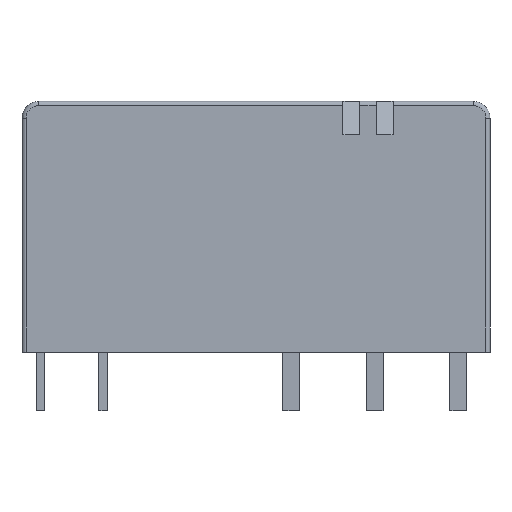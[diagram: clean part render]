
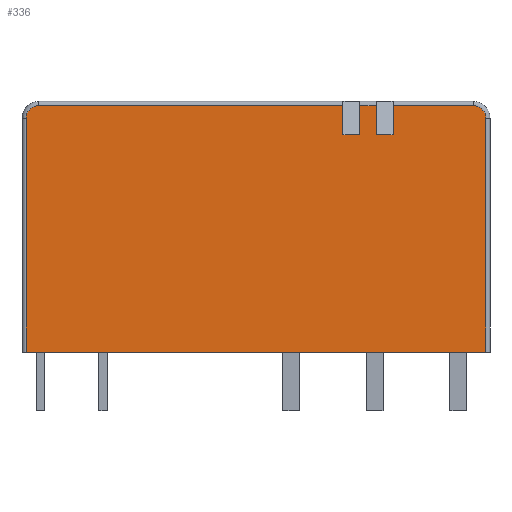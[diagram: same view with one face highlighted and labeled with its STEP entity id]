
A CAD part, front view. The second image highlights one B-rep face of the part: STEP entity #336.
In plain terms, the highlighted planar face has unit normal (0, -1, 0).
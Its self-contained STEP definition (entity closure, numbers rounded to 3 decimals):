
#13=DIRECTION('',(0.,0.,1.));
#27=VECTOR('',#28,1.);
#28=DIRECTION('',(1.,0.,0.));
#35=DIRECTION('',(0.,-1.,0.));
#41=VECTOR('',#42,1.);
#42=DIRECTION('',(-1.,0.,0.));
#47=DIRECTION('',(0.,1.,0.));
#65=VECTOR('',#66,1.);
#66=DIRECTION('',(0.,0.,-1.));
#141=VERTEX_POINT('',#142);
#142=CARTESIAN_POINT('',(-4.6,-3.7,0.));
#147=ORIENTED_EDGE('',*,*,#148,.F.);
#148=EDGE_CURVE('',#149,#141,#151,.T.);
#149=VERTEX_POINT('',#150);
#150=CARTESIAN_POINT('',(22.9,-3.7,0.));
#151=LINE('',#152,#41);
#152=CARTESIAN_POINT('',(23.15,-3.7,0.));
#296=VERTEX_POINT('',#297);
#297=CARTESIAN_POINT('',(22.9,-3.7,14.));
#304=ORIENTED_EDGE('',*,*,#305,.F.);
#305=EDGE_CURVE('',#296,#149,#306,.T.);
#306=LINE('',#297,#65);
#336=ADVANCED_FACE('',(#337),#406,.T.);
#337=FACE_BOUND('',#338,.T.);
#338=EDGE_LOOP('',(#147,#304,#339,#346,#351,#357,#362,#368,#373,#379,    #384,#390,#395,#403));
#339=ORIENTED_EDGE('',*,*,#340,.F.);
#340=EDGE_CURVE('',#341,#296,#343,.T.);
#341=VERTEX_POINT('',#342);
#342=CARTESIAN_POINT('',(22.15,-3.7,14.75));
#343=CIRCLE('',#344,0.75);
#344=AXIS2_PLACEMENT_3D('',#345,#47,#13);
#345=CARTESIAN_POINT('',(22.15,-3.7,14.));
#346=ORIENTED_EDGE('',*,*,#347,.F.);
#347=EDGE_CURVE('',#348,#341,#350,.T.);
#348=VERTEX_POINT('',#349);
#349=CARTESIAN_POINT('',(17.35,-3.7,14.75));
#350=LINE('',#349,#27);
#351=ORIENTED_EDGE('',*,*,#352,.T.);
#352=EDGE_CURVE('',#348,#353,#355,.T.);
#353=VERTEX_POINT('',#354);
#354=CARTESIAN_POINT('',(17.35,-3.7,13.));
#355=LINE('',#356,#65);
#356=CARTESIAN_POINT('',(17.35,-3.7,15.));
#357=ORIENTED_EDGE('',*,*,#358,.F.);
#358=EDGE_CURVE('',#359,#353,#361,.T.);
#359=VERTEX_POINT('',#360);
#360=CARTESIAN_POINT('',(16.35,-3.7,13.));
#361=LINE('',#360,#27);
#362=ORIENTED_EDGE('',*,*,#363,.F.);
#363=EDGE_CURVE('',#364,#359,#366,.T.);
#364=VERTEX_POINT('',#365);
#365=CARTESIAN_POINT('',(16.35,-3.7,14.75));
#366=LINE('',#367,#65);
#367=CARTESIAN_POINT('',(16.35,-3.7,15.));
#368=ORIENTED_EDGE('',*,*,#369,.T.);
#369=EDGE_CURVE('',#364,#370,#372,.T.);
#370=VERTEX_POINT('',#371);
#371=CARTESIAN_POINT('',(15.35,-3.7,14.75));
#372=LINE('',#365,#41);
#373=ORIENTED_EDGE('',*,*,#374,.T.);
#374=EDGE_CURVE('',#370,#375,#377,.T.);
#375=VERTEX_POINT('',#376);
#376=CARTESIAN_POINT('',(15.35,-3.7,13.));
#377=LINE('',#378,#65);
#378=CARTESIAN_POINT('',(15.35,-3.7,15.));
#379=ORIENTED_EDGE('',*,*,#380,.F.);
#380=EDGE_CURVE('',#381,#375,#383,.T.);
#381=VERTEX_POINT('',#382);
#382=CARTESIAN_POINT('',(14.35,-3.7,13.));
#383=LINE('',#382,#27);
#384=ORIENTED_EDGE('',*,*,#385,.F.);
#385=EDGE_CURVE('',#386,#381,#388,.T.);
#386=VERTEX_POINT('',#387);
#387=CARTESIAN_POINT('',(14.35,-3.7,14.75));
#388=LINE('',#389,#65);
#389=CARTESIAN_POINT('',(14.35,-3.7,15.));
#390=ORIENTED_EDGE('',*,*,#391,.T.);
#391=EDGE_CURVE('',#386,#392,#394,.T.);
#392=VERTEX_POINT('',#393);
#393=CARTESIAN_POINT('',(-3.85,-3.7,14.75));
#394=LINE('',#387,#41);
#395=ORIENTED_EDGE('',*,*,#396,.T.);
#396=EDGE_CURVE('',#392,#397,#399,.T.);
#397=VERTEX_POINT('',#398);
#398=CARTESIAN_POINT('',(-4.6,-3.7,14.));
#399=CIRCLE('',#400,0.75);
#400=AXIS2_PLACEMENT_3D('',#401,#35,#402);
#401=CARTESIAN_POINT('',(-3.85,-3.7,14.));
#402=DIRECTION('',(0.,0.,1.));
#403=ORIENTED_EDGE('',*,*,#404,.T.);
#404=EDGE_CURVE('',#397,#141,#405,.T.);
#405=LINE('',#398,#65);
#406=PLANE('',#407);
#407=AXIS2_PLACEMENT_3D('',#152,#35,#42);
